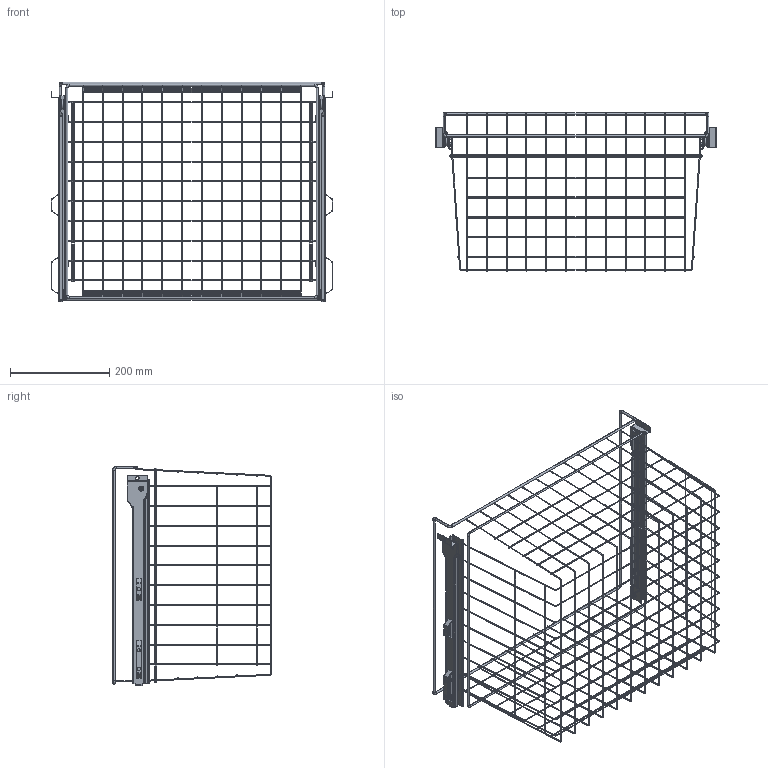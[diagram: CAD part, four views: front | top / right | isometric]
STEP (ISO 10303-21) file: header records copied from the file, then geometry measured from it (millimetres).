
FILE_DESCRIPTION (( 'STEP AP203' ), '1' );
FILE_NAME ('LM 605 rullakiskokori.STEP', '2023-01-17T07:51:01', ( '' ), ( '' ), 'SwSTEP 2.0', 'SolidWorks 2021', '' );
FILE_SCHEMA (( 'CONFIG_CONTROL_DESIGN' ));
Length unit declared in the file: millimetre
Products named in the file (14): 10027; Mirror10360; Mirror10365; Mirror10361; 10358_Default<As Machined>; 10364; 10361; Mirror10364; LM 605 rullakiskokori; 10026; 10360; 10365; Mirror10026; Mirror10027
Assembly tree (17 placements, depth 3):
  LM 605 rullakiskokori
    10358_Default<As Machined>
    10361
      10360
      10026
      10027
    10365
      10364
      10026
      10027
    Mirror10365
      Mirror10364
      Mirror10026
      Mirror10027
    Mirror10361
      Mirror10360
      Mirror10026
      Mirror10027
Bounding box: 567.8 x 320 x 442.94 mm (x, y, z)
Volume: 420070.3 mm3; surface area: 720910.8 mm2
Topology: 113 solids, 113 shells, 2234 faces, 4852 edges, 2848 vertices
Faces by surface type: cylinder 1042, torus 602, plane 552, cone 28, bspline 10
Entity records: 58840 total; most frequent: DIRECTION 11248, CARTESIAN_POINT 10108, ORIENTED_EDGE 9068, AXIS2_PLACEMENT_3D 4756, EDGE_CURVE 4534, CIRCLE 2658, VERTEX_POINT 2652, EDGE_LOOP 2164
